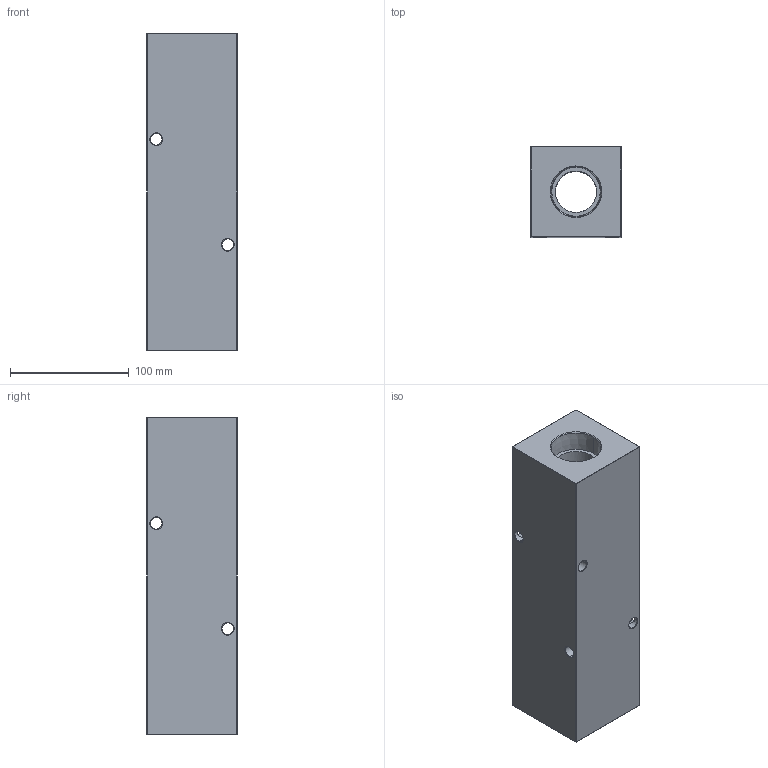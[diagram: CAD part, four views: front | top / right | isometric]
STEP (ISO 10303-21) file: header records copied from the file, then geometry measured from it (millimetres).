
FILE_DESCRIPTION (( 'STEP AP214' ), '1' );
FILE_NAME ('HM-3-0-P-20-20.STEP', '2020-02-28T20:56:23', ( '' ), ( '' ), 'SwSTEP 2.0', 'SolidWorks 2019', '' );
FILE_SCHEMA (( 'AUTOMOTIVE_DESIGN' ));
Length unit declared in the file: inch
Products named in the file (1): HM-3-0-P-20-20
Bounding box: 76.2 x 76.2 x 266.7 mm (x, y, z)
Volume: 1163789.6 mm3; surface area: 131498.7 mm2
Topology: 1 solids, 1 shells, 502 faces, 1310 edges, 854 vertices
Faces by surface type: plane 245, bspline 203, cone 30, cylinder 24
Entity records: 32250 total; most frequent: CARTESIAN_POINT 14998, ORIENTED_EDGE 2620, DIRECTION 1552, EDGE_CURVE 1310, VERTEX_POINT 854, LINE 800, VECTOR 800, EDGE_LOOP 566
